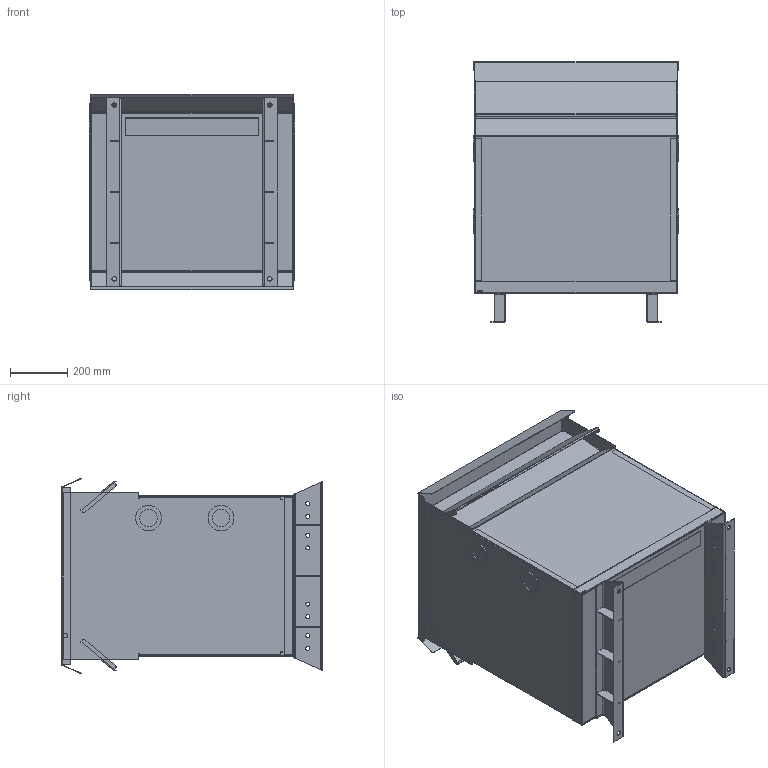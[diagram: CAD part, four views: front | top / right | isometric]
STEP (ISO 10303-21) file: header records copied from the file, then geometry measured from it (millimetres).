
FILE_DESCRIPTION (( 'STEP AP214' ), '1' );
FILE_NAME ('SG3A0075KB.step', '2019-07-15T16:08:29', ( '' ), ( '' ), 'SwSTEP 2.0', 'SolidWorks 2018', '' );
FILE_SCHEMA (( 'AUTOMOTIVE_DESIGN' ));
Length unit declared in the file: inch
Products named in the file (1): SG3A0075KB
Bounding box: 719.32 x 914.33 x 685.92 mm (x, y, z)
Volume: 6054792.2 mm3; surface area: 7349950.8 mm2
Topology: 16 solids, 16 shells, 562 faces, 1393 edges, 894 vertices
Faces by surface type: plane 340, cylinder 174, bspline 48
Entity records: 19001 total; most frequent: CARTESIAN_POINT 5421, ORIENTED_EDGE 2786, DIRECTION 2659, EDGE_CURVE 1393, VECTOR 965, LINE 965, VERTEX_POINT 894, AXIS2_PLACEMENT_3D 847
